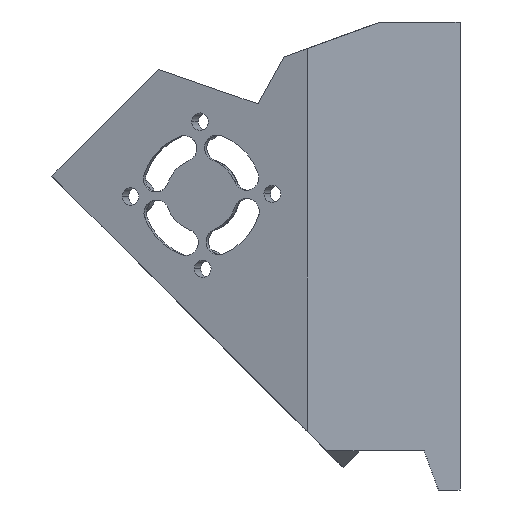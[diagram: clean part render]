
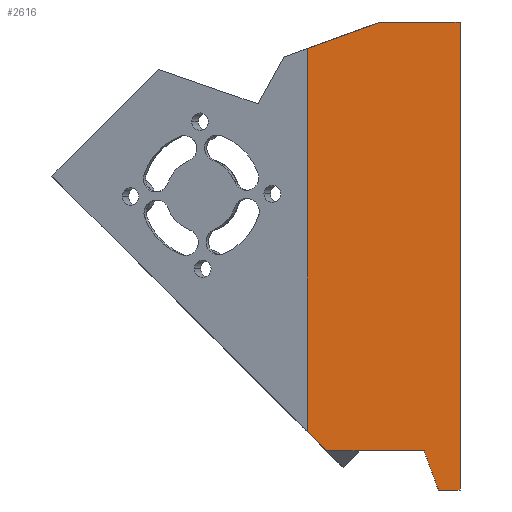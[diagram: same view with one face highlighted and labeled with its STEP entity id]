
A CAD part, left-side view. The second image highlights one B-rep face of the part: STEP entity #2616.
In plain terms, the highlighted planar face has unit normal (-1, 0, 0).
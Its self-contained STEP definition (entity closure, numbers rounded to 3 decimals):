
#147 = ORIENTED_EDGE ( 'NONE', *, *, #1432, .F. ) ;
#275 = DIRECTION ( 'NONE',  ( -1., 0., 0. ) ) ;
#291 = CARTESIAN_POINT ( 'NONE',  ( 0., 5., 0. ) ) ;
#379 = DIRECTION ( 'NONE',  ( 0., 0., -1. ) ) ;
#446 = ORIENTED_EDGE ( 'NONE', *, *, #4113, .F. ) ;
#514 = ORIENTED_EDGE ( 'NONE', *, *, #4881, .F. ) ;
#585 = CARTESIAN_POINT ( 'NONE',  ( 0., 8.276, 9. ) ) ;
#679 = CARTESIAN_POINT ( 'NONE',  ( 0., 30.716, 9. ) ) ;
#709 = ORIENTED_EDGE ( 'NONE', *, *, #8659, .T. ) ;
#777 = CARTESIAN_POINT ( 'NONE',  ( 0., 35.271, -8.862 ) ) ;
#789 = DIRECTION ( 'NONE',  ( 0., 0.342, 0.94 ) ) ;
#843 = EDGE_LOOP ( 'NONE', ( #6552, #709, #514, #1378, #147, #446, #1185, #4862 ) ) ;
#912 = VERTEX_POINT ( 'NONE', #1401 ) ;
#1015 = CARTESIAN_POINT ( 'NONE',  ( 0., 35.271, 13.555 ) ) ;
#1165 = DIRECTION ( 'NONE',  ( 0., 0.94, -0.342 ) ) ;
#1174 = CARTESIAN_POINT ( 'NONE',  ( 0., 0., 108. ) ) ;
#1185 = ORIENTED_EDGE ( 'NONE', *, *, #8503, .F. ) ;
#1378 = ORIENTED_EDGE ( 'NONE', *, *, #1676, .F. ) ;
#1401 = CARTESIAN_POINT ( 'NONE',  ( 0., 8.276, 9. ) ) ;
#1432 = EDGE_CURVE ( 'NONE', #1824, #6149, #7481, .T. ) ;
#1676 = EDGE_CURVE ( 'NONE', #6149, #912, #5670, .T. ) ;
#1795 = CARTESIAN_POINT ( 'NONE',  ( 0., 0., 0. ) ) ;
#1805 = CARTESIAN_POINT ( 'NONE',  ( 0., 0., 0. ) ) ;
#1824 = VERTEX_POINT ( 'NONE', #1795 ) ;
#2616 = ADVANCED_FACE ( 'NONE', ( #7234 ), #3734, .T. ) ;
#2840 = VECTOR ( 'NONE', #789, 1000. ) ;
#2928 = VECTOR ( 'NONE', #379, 1000. ) ;
#3090 = VECTOR ( 'NONE', #5229, 1000. ) ;
#3359 = LINE ( 'NONE', #8303, #3993 ) ;
#3521 = VERTEX_POINT ( 'NONE', #6585 ) ;
#3734 = PLANE ( 'NONE',  #8805 ) ;
#3810 = LINE ( 'NONE', #3947, #5104 ) ;
#3947 = CARTESIAN_POINT ( 'NONE',  ( 0., 40.548, 99.939 ) ) ;
#3969 = CARTESIAN_POINT ( 'NONE',  ( 0., 0., 108. ) ) ;
#3981 = LINE ( 'NONE', #5300, #2928 ) ;
#3993 = VECTOR ( 'NONE', #4179, 1000. ) ;
#4017 = VERTEX_POINT ( 'NONE', #1015 ) ;
#4068 = DIRECTION ( 'NONE',  ( 0., 0., 1. ) ) ;
#4113 = EDGE_CURVE ( 'NONE', #4907, #1824, #3981, .T. ) ;
#4179 = DIRECTION ( 'NONE',  ( 0., -0.707, -0.707 ) ) ;
#4290 = EDGE_CURVE ( 'NONE', #4017, #3521, #4756, .T. ) ;
#4756 = LINE ( 'NONE', #777, #6991 ) ;
#4862 = ORIENTED_EDGE ( 'NONE', *, *, #8981, .T. ) ;
#4881 = EDGE_CURVE ( 'NONE', #912, #7070, #8818, .T. ) ;
#4890 = CARTESIAN_POINT ( 'NONE',  ( 0., 5., 0. ) ) ;
#4907 = VERTEX_POINT ( 'NONE', #3969 ) ;
#5104 = VECTOR ( 'NONE', #1165, 1000. ) ;
#5229 = DIRECTION ( 'NONE',  ( 0., 1., 0. ) ) ;
#5300 = CARTESIAN_POINT ( 'NONE',  ( 0., 0., 0. ) ) ;
#5670 = LINE ( 'NONE', #291, #2840 ) ;
#5850 = VERTEX_POINT ( 'NONE', #7977 ) ;
#6064 = DIRECTION ( 'NONE',  ( 0., 1., 0. ) ) ;
#6149 = VERTEX_POINT ( 'NONE', #4890 ) ;
#6221 = VECTOR ( 'NONE', #6064, 1000. ) ;
#6517 = CARTESIAN_POINT ( 'NONE',  ( 0., 0., 0. ) ) ;
#6552 = ORIENTED_EDGE ( 'NONE', *, *, #4290, .F. ) ;
#6585 = CARTESIAN_POINT ( 'NONE',  ( 0., 35.271, 101.86 ) ) ;
#6773 = LINE ( 'NONE', #1174, #8331 ) ;
#6991 = VECTOR ( 'NONE', #4068, 1000. ) ;
#7070 = VERTEX_POINT ( 'NONE', #679 ) ;
#7234 = FACE_OUTER_BOUND ( 'NONE', #843, .T. ) ;
#7316 = DIRECTION ( 'NONE',  ( 0., 0., 1. ) ) ;
#7481 = LINE ( 'NONE', #1805, #3090 ) ;
#7977 = CARTESIAN_POINT ( 'NONE',  ( 0., 18.401, 108. ) ) ;
#8126 = DIRECTION ( 'NONE',  ( 0., -1., 0. ) ) ;
#8303 = CARTESIAN_POINT ( 'NONE',  ( 0., 10.858, -10.858 ) ) ;
#8331 = VECTOR ( 'NONE', #8126, 1000. ) ;
#8503 = EDGE_CURVE ( 'NONE', #5850, #4907, #6773, .T. ) ;
#8659 = EDGE_CURVE ( 'NONE', #4017, #7070, #3359, .T. ) ;
#8805 = AXIS2_PLACEMENT_3D ( 'NONE', #6517, #275, #7316 ) ;
#8818 = LINE ( 'NONE', #585, #6221 ) ;
#8981 = EDGE_CURVE ( 'NONE', #5850, #3521, #3810, .T. ) ;
